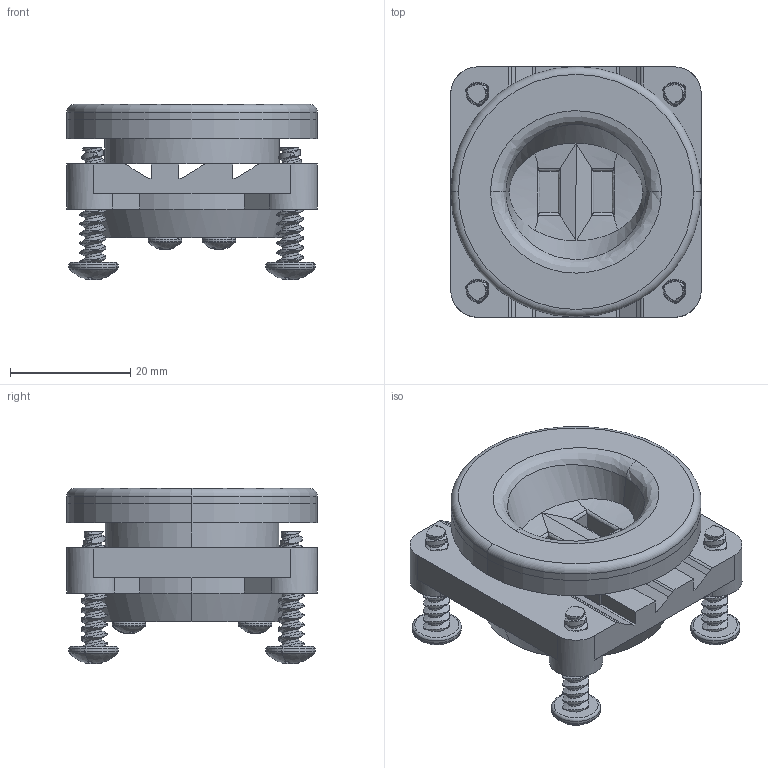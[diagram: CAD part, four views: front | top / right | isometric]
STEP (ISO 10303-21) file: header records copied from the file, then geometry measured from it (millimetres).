
FILE_DESCRIPTION (( 'STEP AP214' ), '1' );
FILE_NAME ('R-3K_3D.STEP', '2021-04-14T17:58:22', ( '' ), ( '' ), 'SwSTEP 2.0', 'SolidWorks 2019', '' );
FILE_SCHEMA (( 'AUTOMOTIVE_DESIGN' ));
Length unit declared in the file: millimetre
Products named in the file (6): R-3K_front; R-T3_Gasket; R-3K_Rear; #4Plastite-1_2_Pan_90380A110_90380A110; R-3K_3D; #8Plastite-3_4_Pan_90380A198_90380A198
Assembly tree (11 placements, depth 2):
  R-3K_3D
    R-3K_front
    R-3K_Rear
    #4Plastite-1_2_Pan_90380A110_90380A110  x4
    #8Plastite-3_4_Pan_90380A198_90380A198  x4
    R-T3_Gasket
Bounding box: 41.66 x 41.66 x 29.13 mm (x, y, z)
Volume: 21878.5 mm3; surface area: 18502.6 mm2
Topology: 11 solids, 11 shells, 1156 faces, 3313 edges, 2196 vertices
Faces by surface type: cylinder 587, plane 295, cone 174, torus 42, bspline 42, sphere 16
Entity records: 22497 total; most frequent: CARTESIAN_POINT 11041, ORIENTED_EDGE 2606, DIRECTION 1983, EDGE_CURVE 1303, VERTEX_POINT 870, AXIS2_PLACEMENT_3D 714, VECTOR 555, LINE 555
